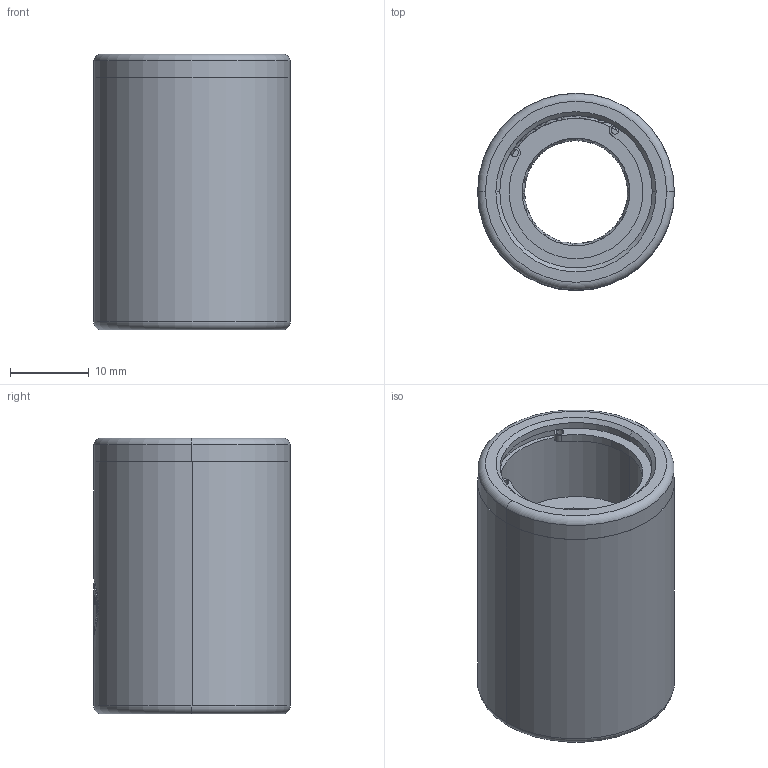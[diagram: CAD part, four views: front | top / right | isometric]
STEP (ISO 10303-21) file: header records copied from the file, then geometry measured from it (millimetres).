
FILE_DESCRIPTION (( 'STEP AP214' ), '1' );
FILE_NAME ('GBB-d13.STEP', '2021-08-07T01:09:44', ( 'User' ), ( 'china' ), 'SwSTEP 2.0', 'SolidWorks 2016', '' );
FILE_SCHEMA (( 'AUTOMOTIVE_DESIGN' ));
Length unit declared in the file: millimetre
Products named in the file (6): BSH紩杶-d13--; GBB囀縐D13; GBB-D25-L35; GBB-d13; BALL-D4
Assembly tree (71 placements, depth 3):
  GBB-d13
    GBB-D25-L35
    GBB囀縐D13  x2
    BSH紩杶-d13--
      BSH紩杶-d13--
      BALL-D4  x66
Bounding box: 25 x 25 x 35 mm (x, y, z)
Volume: 9403.1 mm3; surface area: 11440.8 mm2
Topology: 70 solids, 70 shells, 349 faces, 1426 edges, 948 vertices
Faces by surface type: sphere 264, cylinder 56, plane 21, cone 4, torus 4
Entity records: 12493 total; most frequent: CARTESIAN_POINT 6514, ORIENTED_EDGE 1194, DIRECTION 1055, EDGE_CURVE 597, AXIS2_PLACEMENT_3D 491, VERTEX_POINT 396, EDGE_LOOP 339, B_SPLINE_CURVE_WITH_KNOTS 308
